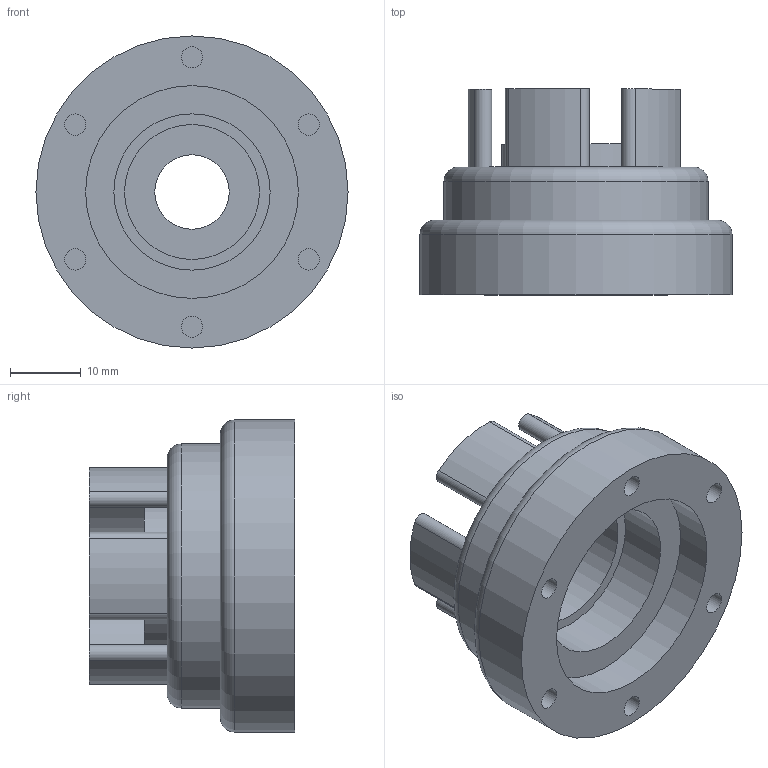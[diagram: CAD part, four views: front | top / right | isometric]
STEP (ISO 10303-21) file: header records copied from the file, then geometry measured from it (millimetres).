
FILE_DESCRIPTION(/* description */ (''),/* implementation_level */ '2;1');
FILE_NAME(/* name */ 'Venom Mach 1 Wheel Adapter.step',/* time_stamp */ '2019-04-04T12:28:07+01:00',/* author */ ('deployonline'),/* organization */ (''),/* preprocessor_version */ 'ST-DEVELOPER v17.2',/* originating_system */ 'Autodesk Translation Framework v7.6.0.251',/* authorisation */ '');
FILE_SCHEMA (('AUTOMOTIVE_DESIGN { 1 0 10303 214 3 1 1 }'));
Length unit declared in the file: millimetre
Products named in the file (1): Venom Mach 1 Adapter
Bounding box: 44 x 29 x 44 mm (x, y, z)
Volume: 17815.4 mm3; surface area: 8639 mm2
Topology: 1 solids, 1 shells, 53 faces, 107 edges, 72 vertices
Faces by surface type: cylinder 33, plane 18, torus 2
Full cylindrical faces by diameter (mm): 3 x6, 10.5 x1, 19.03 x1, 21 x1, 22.03 x1, 30 x1, 37.25 x1, 44 x1
Entity records: 1468 total; most frequent: DIRECTION 289, CARTESIAN_POINT 233, ORIENTED_EDGE 214, AXIS2_PLACEMENT_3D 128, EDGE_CURVE 107, CIRCLE 74, VERTEX_POINT 72, EDGE_LOOP 71
